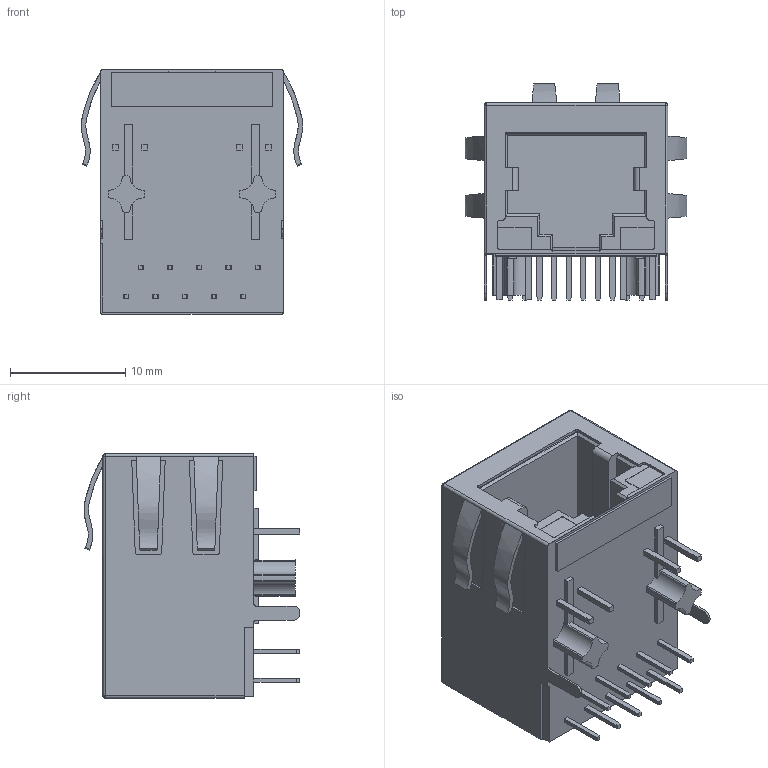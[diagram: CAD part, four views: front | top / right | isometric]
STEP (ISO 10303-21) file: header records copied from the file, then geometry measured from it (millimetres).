
FILE_DESCRIPTION (( 'STEP AP214' ), '1' );
FILE_NAME ('TMJG4820G4NL.STEP', '2023-09-21T03:10:55', ( '' ), ( '' ), 'SwSTEP 2.0', 'SolidWorks 2022', '' );
FILE_SCHEMA (( 'AUTOMOTIVE_DESIGN' ));
Length unit declared in the file: millimetre
Products named in the file (1): TMJG4820G4NL
Bounding box: 19.22 x 18.74 x 21.25 mm (x, y, z)
Volume: 3577.7 mm3; surface area: 2649.8 mm2
Topology: 3 solids, 3 shells, 701 faces, 1868 edges, 1226 vertices
Faces by surface type: plane 468, bspline 136, cylinder 89, sphere 8
Entity records: 24958 total; most frequent: CARTESIAN_POINT 8741, ORIENTED_EDGE 3720, DIRECTION 2648, EDGE_CURVE 1860, VERTEX_POINT 1226, VECTOR 1178, LINE 1178, EDGE_LOOP 762
